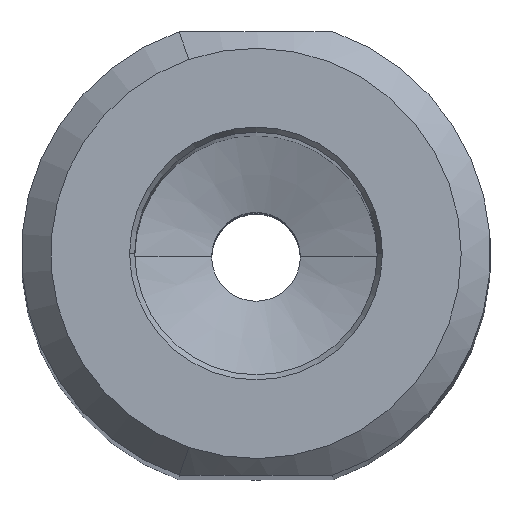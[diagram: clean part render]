
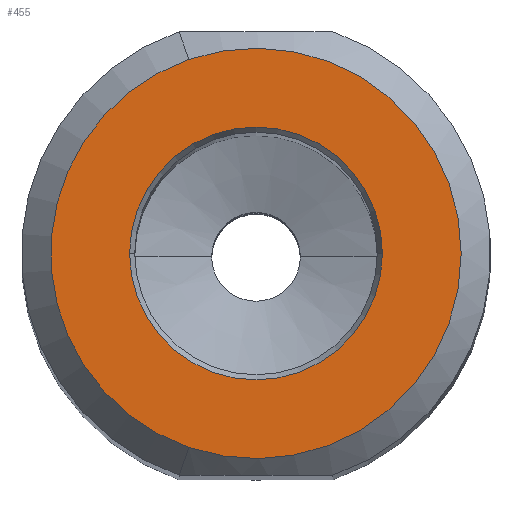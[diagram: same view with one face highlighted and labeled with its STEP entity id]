
A CAD part, top view. The second image highlights one B-rep face of the part: STEP entity #455.
In plain terms, the highlighted planar face has unit normal (0, 0, 1).
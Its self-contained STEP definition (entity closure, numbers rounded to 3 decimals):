
#455=ADVANCED_FACE('',(#549,#550),#510,.T.);
#510=PLANE('',#1612);
#549=FACE_BOUND('',#601,.T.);
#550=FACE_BOUND('',#602,.T.);
#601=EDGE_LOOP('',(#835,#836));
#602=EDGE_LOOP('',(#837,#838));
#835=ORIENTED_EDGE('',*,*,#1256,.F.);
#836=ORIENTED_EDGE('',*,*,#1258,.T.);
#837=ORIENTED_EDGE('',*,*,#1259,.T.);
#838=ORIENTED_EDGE('',*,*,#1260,.T.);
#1101=VERTEX_POINT('',#2679);
#1102=VERTEX_POINT('',#2681);
#1103=VERTEX_POINT('',#2687);
#1104=VERTEX_POINT('',#2688);
#1256=EDGE_CURVE('',#1101,#1102,#1405,.T.);
#1258=EDGE_CURVE('',#1101,#1102,#1406,.T.);
#1259=EDGE_CURVE('',#1103,#1104,#1407,.T.);
#1260=EDGE_CURVE('',#1104,#1103,#1408,.T.);
#1405=CIRCLE('',#1606,6.937);
#1406=CIRCLE('',#1608,6.937);
#1407=CIRCLE('',#1610,4.273);
#1408=CIRCLE('',#1611,4.273);
#1606=AXIS2_PLACEMENT_3D('',#2680,#1907,#1908);
#1608=AXIS2_PLACEMENT_3D('',#2684,#1912,#1913);
#1610=AXIS2_PLACEMENT_3D('',#2686,#1916,#1917);
#1611=AXIS2_PLACEMENT_3D('',#2689,#1918,#1919);
#1612=AXIS2_PLACEMENT_3D('',#2690,#1920,#1921);
#1907=DIRECTION('',(0.,0.,-1.));
#1908=DIRECTION('',(-0.327,0.945,0.));
#1912=DIRECTION('',(0.,0.,1.));
#1913=DIRECTION('',(-0.327,0.945,0.));
#1916=DIRECTION('',(0.,0.,-1.));
#1917=DIRECTION('',(-1.,0.,0.));
#1918=DIRECTION('',(0.,0.,-1.));
#1919=DIRECTION('',(1.,0.,0.));
#1920=DIRECTION('',(0.,0.,1.));
#1921=DIRECTION('',(1.,0.,0.));
#2679=CARTESIAN_POINT('',(-2.271,6.555,0.));
#2680=CARTESIAN_POINT('',(0.,0.,0.));
#2681=CARTESIAN_POINT('',(-2.271,-6.555,0.));
#2684=CARTESIAN_POINT('',(0.,0.,0.));
#2686=CARTESIAN_POINT('',(0.,0.,0.));
#2687=CARTESIAN_POINT('',(-4.273,0.,0.));
#2688=CARTESIAN_POINT('',(4.273,0.,0.));
#2689=CARTESIAN_POINT('',(0.,0.,0.));
#2690=CARTESIAN_POINT('',(0.,0.,0.));
